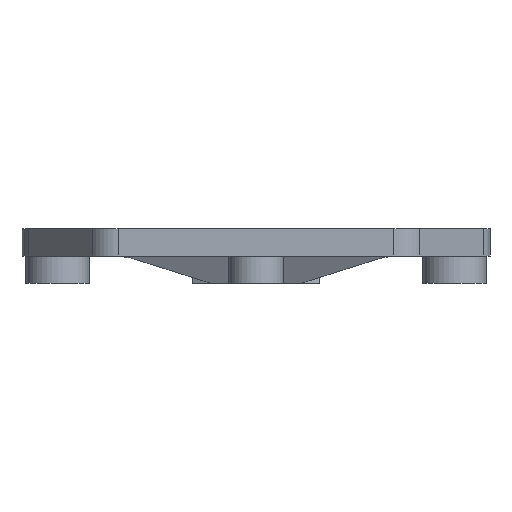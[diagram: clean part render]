
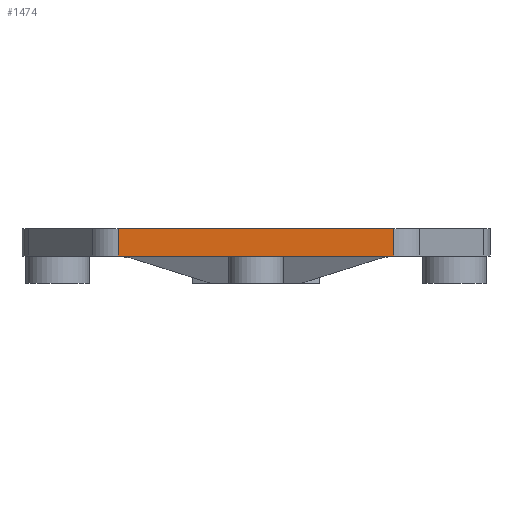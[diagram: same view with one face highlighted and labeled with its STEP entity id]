
A CAD part, front view. The second image highlights one B-rep face of the part: STEP entity #1474.
In plain terms, the highlighted planar face has unit normal (0, -1, 0).
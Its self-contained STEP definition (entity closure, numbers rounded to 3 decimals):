
#107 = VECTOR ( 'NONE', #998, 1000. ) ;
#263 = EDGE_LOOP ( 'NONE', ( #1674, #1485, #944, #1492 ) ) ;
#287 = VECTOR ( 'NONE', #764, 1000. ) ;
#319 = CARTESIAN_POINT ( 'NONE',  ( 15.215, -4., 3. ) ) ;
#357 = EDGE_CURVE ( 'NONE', #1263, #1244, #1600, .T. ) ;
#527 = LINE ( 'NONE', #936, #541 ) ;
#541 = VECTOR ( 'NONE', #641, 1000. ) ;
#572 = LINE ( 'NONE', #842, #107 ) ;
#626 = PLANE ( 'NONE',  #1510 ) ;
#635 = CARTESIAN_POINT ( 'NONE',  ( 0., -4., 3. ) ) ;
#641 = DIRECTION ( 'NONE',  ( 1., 0., 0. ) ) ;
#680 = CARTESIAN_POINT ( 'NONE',  ( -15.215, -4., 0. ) ) ;
#753 = FACE_OUTER_BOUND ( 'NONE', #263, .T. ) ;
#764 = DIRECTION ( 'NONE',  ( 0., 0., 1. ) ) ;
#782 = CARTESIAN_POINT ( 'NONE',  ( 0., -4., 3. ) ) ;
#842 = CARTESIAN_POINT ( 'NONE',  ( -15.215, -4., 3. ) ) ;
#936 = CARTESIAN_POINT ( 'NONE',  ( 0., -4., 0. ) ) ;
#944 = ORIENTED_EDGE ( 'NONE', *, *, #1511, .F. ) ;
#996 = VERTEX_POINT ( 'NONE', #680 ) ;
#998 = DIRECTION ( 'NONE',  ( 0., 0., -1. ) ) ;
#1108 = VERTEX_POINT ( 'NONE', #1738 ) ;
#1173 = DIRECTION ( 'NONE',  ( 0., 1., 0. ) ) ;
#1244 = VERTEX_POINT ( 'NONE', #319 ) ;
#1263 = VERTEX_POINT ( 'NONE', #1518 ) ;
#1300 = LINE ( 'NONE', #782, #1478 ) ;
#1323 = CARTESIAN_POINT ( 'NONE',  ( 15.215, -4., 3. ) ) ;
#1342 = DIRECTION ( 'NONE',  ( 1., 0., 0. ) ) ;
#1346 = EDGE_CURVE ( 'NONE', #1108, #996, #572, .T. ) ;
#1474 = ADVANCED_FACE ( 'NONE', ( #753 ), #626, .F. ) ;
#1478 = VECTOR ( 'NONE', #1342, 1000. ) ;
#1485 = ORIENTED_EDGE ( 'NONE', *, *, #357, .T. ) ;
#1492 = ORIENTED_EDGE ( 'NONE', *, *, #1346, .T. ) ;
#1510 = AXIS2_PLACEMENT_3D ( 'NONE', #635, #1173, #1708 ) ;
#1511 = EDGE_CURVE ( 'NONE', #1108, #1244, #1300, .T. ) ;
#1518 = CARTESIAN_POINT ( 'NONE',  ( 15.215, -4., 0. ) ) ;
#1582 = EDGE_CURVE ( 'NONE', #996, #1263, #527, .T. ) ;
#1600 = LINE ( 'NONE', #1323, #287 ) ;
#1674 = ORIENTED_EDGE ( 'NONE', *, *, #1582, .T. ) ;
#1708 = DIRECTION ( 'NONE',  ( 0., 0., 1. ) ) ;
#1738 = CARTESIAN_POINT ( 'NONE',  ( -15.215, -4., 3. ) ) ;
